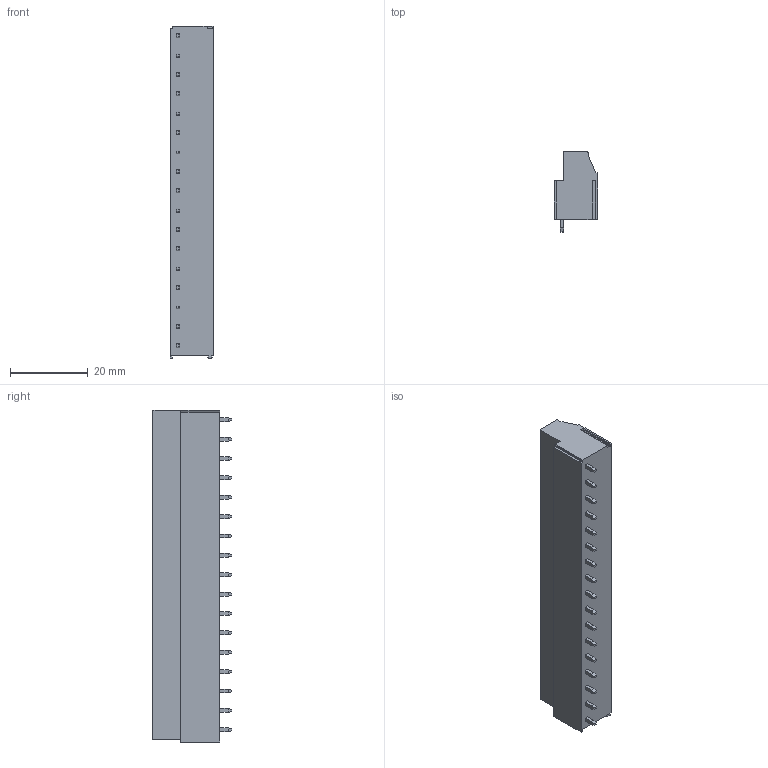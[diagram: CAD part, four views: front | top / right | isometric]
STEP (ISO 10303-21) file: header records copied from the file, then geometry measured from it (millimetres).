
FILE_DESCRIPTION((''),'2;1');
FILE_NAME('PRT0002','2025-01-08T',('sj'),(''),'PRO/ENGINEER BY PARAMETRIC TECHNOLOGY CORPORATION, 2013240','PRO/ENGINEER BY PARAMETRIC TECHNOLOGY CORPORATION, 2013240','');
FILE_SCHEMA(('AUTOMOTIVE_DESIGN_CC2 { 1 2 10303 214 -1 1 5 2 }'));
Length unit declared in the file: millimetre
Products named in the file (1): PRT0002
Bounding box: 11.2 x 20.55 x 85.65 mm (x, y, z)
Volume: 13369.6 mm3; surface area: 7030.7 mm2
Topology: 1 solids, 1 shells, 743 faces, 1747 edges, 1074 vertices
Faces by surface type: plane 528, cylinder 147, cone 68
Entity records: 20847 total; most frequent: DIRECTION 3595, CARTESIAN_POINT 3564, ORIENTED_EDGE 3494, EDGE_CURVE 1747, VECTOR 1385, LINE 1385, AXIS2_PLACEMENT_3D 1105, VERTEX_POINT 1074
